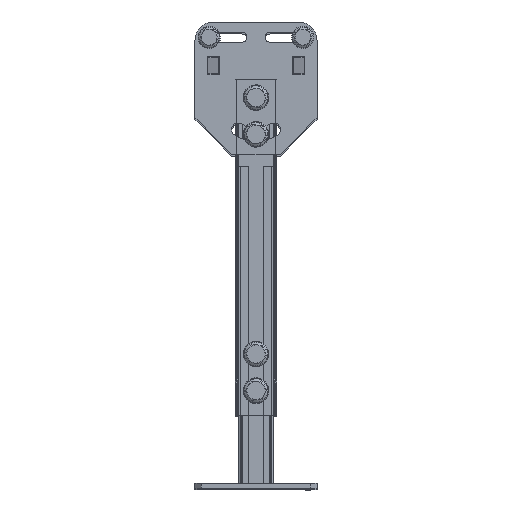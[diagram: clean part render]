
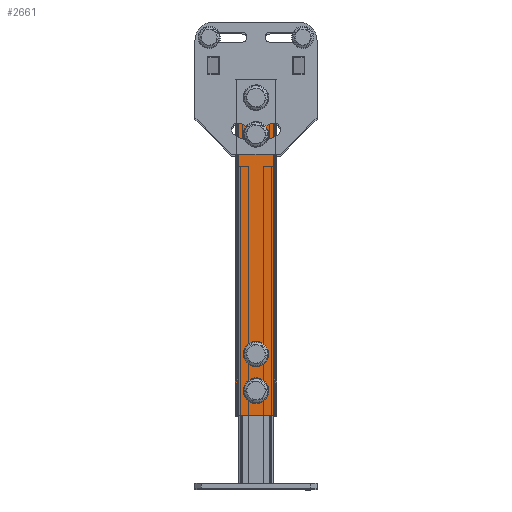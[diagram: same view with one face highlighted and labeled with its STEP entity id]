
A CAD part, top view. The second image highlights one B-rep face of the part: STEP entity #2661.
In plain terms, the highlighted face is planar.
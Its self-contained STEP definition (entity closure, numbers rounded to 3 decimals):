
#15 = CARTESIAN_POINT ( 'NONE',  ( -17., 230., 0. ) ) ;
#55 = CARTESIAN_POINT ( 'NONE',  ( -17., 50., -5.1 ) ) ;
#298 = ORIENTED_EDGE ( 'NONE', *, *, #8928, .F. ) ;
#367 = DIRECTION ( 'NONE',  ( -1., 0., 0. ) ) ;
#383 = CARTESIAN_POINT ( 'NONE',  ( -17., 275., 17. ) ) ;
#426 = EDGE_LOOP ( 'NONE', ( #3734, #298 ) ) ;
#471 = EDGE_CURVE ( 'NONE', #7030, #3396, #1833, .T. ) ;
#489 = LINE ( 'NONE', #8906, #9067 ) ;
#794 = EDGE_CURVE ( 'NONE', #7426, #5516, #5271, .T. ) ;
#798 = AXIS2_PLACEMENT_3D ( 'NONE', #2484, #8313, #9149 ) ;
#968 = DIRECTION ( 'NONE',  ( 0., -1., 0. ) ) ;
#1101 = AXIS2_PLACEMENT_3D ( 'NONE', #7729, #2578, #8408 ) ;
#1197 = CIRCLE ( 'NONE', #4647, 5.1 ) ;
#1329 = CIRCLE ( 'NONE', #7420, 5.1 ) ;
#1417 = EDGE_CURVE ( 'NONE', #5288, #5851, #5372, .T. ) ;
#1436 = ORIENTED_EDGE ( 'NONE', *, *, #3245, .F. ) ;
#1453 = VERTEX_POINT ( 'NONE', #7857 ) ;
#1482 = EDGE_CURVE ( 'NONE', #1980, #5516, #8755, .T. ) ;
#1507 = DIRECTION ( 'NONE',  ( 0., 0., 1. ) ) ;
#1615 = DIRECTION ( 'NONE',  ( 0., 0., 1. ) ) ;
#1665 = FACE_BOUND ( 'NONE', #4303, .T. ) ;
#1833 = CIRCLE ( 'NONE', #3212, 5.1 ) ;
#1980 = VERTEX_POINT ( 'NONE', #6302 ) ;
#2062 = VERTEX_POINT ( 'NONE', #7291 ) ;
#2110 = CARTESIAN_POINT ( 'NONE',  ( -17., 230., 0. ) ) ;
#2259 = VECTOR ( 'NONE', #9573, 1000. ) ;
#2333 = CARTESIAN_POINT ( 'NONE',  ( -17., 230., -5.1 ) ) ;
#2337 = DIRECTION ( 'NONE',  ( -1., 0., 0. ) ) ;
#2350 = CARTESIAN_POINT ( 'NONE',  ( -17., 230., 5.1 ) ) ;
#2356 = DIRECTION ( 'NONE',  ( 0., 0., 1. ) ) ;
#2450 = ORIENTED_EDGE ( 'NONE', *, *, #10738, .F. ) ;
#2484 = CARTESIAN_POINT ( 'NONE',  ( -17., 275., 17. ) ) ;
#2569 = AXIS2_PLACEMENT_3D ( 'NONE', #7007, #367, #10322 ) ;
#2578 = DIRECTION ( 'NONE',  ( -1., 0., 0. ) ) ;
#2661 = ADVANCED_FACE ( 'NONE', ( #9201, #1665, #8166, #8543, #10247 ), #6634, .F. ) ;
#2680 = CIRCLE ( 'NONE', #1101, 5.1 ) ;
#2727 = CARTESIAN_POINT ( 'NONE',  ( -17., 275., -16. ) ) ;
#2884 = EDGE_CURVE ( 'NONE', #7426, #1453, #9065, .T. ) ;
#2997 = CARTESIAN_POINT ( 'NONE',  ( -17., 260., 0. ) ) ;
#3114 = ORIENTED_EDGE ( 'NONE', *, *, #794, .F. ) ;
#3212 = AXIS2_PLACEMENT_3D ( 'NONE', #15, #9096, #1615 ) ;
#3226 = DIRECTION ( 'NONE',  ( -1., 0., 0. ) ) ;
#3245 = EDGE_CURVE ( 'NONE', #2062, #5592, #8922, .T. ) ;
#3396 = VERTEX_POINT ( 'NONE', #2333 ) ;
#3560 = CARTESIAN_POINT ( 'NONE',  ( -17., 50., 5.1 ) ) ;
#3734 = ORIENTED_EDGE ( 'NONE', *, *, #471, .F. ) ;
#3885 = DIRECTION ( 'NONE',  ( -1., 0., 0. ) ) ;
#4031 = CARTESIAN_POINT ( 'NONE',  ( -17., 275., 16. ) ) ;
#4303 = EDGE_LOOP ( 'NONE', ( #6452, #5059 ) ) ;
#4389 = VECTOR ( 'NONE', #968, 1000. ) ;
#4596 = CIRCLE ( 'NONE', #5773, 5.1 ) ;
#4647 = AXIS2_PLACEMENT_3D ( 'NONE', #2997, #3885, #9623 ) ;
#4697 = CARTESIAN_POINT ( 'NONE',  ( -17., 275., -16. ) ) ;
#4905 = CARTESIAN_POINT ( 'NONE',  ( -17., 275., 16. ) ) ;
#5059 = ORIENTED_EDGE ( 'NONE', *, *, #8652, .F. ) ;
#5174 = AXIS2_PLACEMENT_3D ( 'NONE', #8170, #3226, #1507 ) ;
#5271 = LINE ( 'NONE', #383, #2259 ) ;
#5288 = VERTEX_POINT ( 'NONE', #7104 ) ;
#5372 = CIRCLE ( 'NONE', #2569, 5.1 ) ;
#5516 = VERTEX_POINT ( 'NONE', #4905 ) ;
#5592 = VERTEX_POINT ( 'NONE', #6843 ) ;
#5772 = EDGE_LOOP ( 'NONE', ( #1436, #10003 ) ) ;
#5773 = AXIS2_PLACEMENT_3D ( 'NONE', #6667, #2337, #8172 ) ;
#5815 = EDGE_LOOP ( 'NONE', ( #6279, #2450 ) ) ;
#5836 = AXIS2_PLACEMENT_3D ( 'NONE', #10349, #10419, #7878 ) ;
#5851 = VERTEX_POINT ( 'NONE', #8020 ) ;
#5957 = EDGE_CURVE ( 'NONE', #1453, #1980, #489, .T. ) ;
#6103 = ORIENTED_EDGE ( 'NONE', *, *, #1482, .T. ) ;
#6279 = ORIENTED_EDGE ( 'NONE', *, *, #7839, .F. ) ;
#6302 = CARTESIAN_POINT ( 'NONE',  ( -17., 0., 16. ) ) ;
#6452 = ORIENTED_EDGE ( 'NONE', *, *, #1417, .F. ) ;
#6634 = PLANE ( 'NONE',  #798 ) ;
#6667 = CARTESIAN_POINT ( 'NONE',  ( -17., 20., 0. ) ) ;
#6843 = CARTESIAN_POINT ( 'NONE',  ( -17., 260., -5.1 ) ) ;
#7007 = CARTESIAN_POINT ( 'NONE',  ( -17., 20., 0. ) ) ;
#7030 = VERTEX_POINT ( 'NONE', #2350 ) ;
#7104 = CARTESIAN_POINT ( 'NONE',  ( -17., 20., 5.1 ) ) ;
#7291 = CARTESIAN_POINT ( 'NONE',  ( -17., 260., 5.1 ) ) ;
#7331 = DIRECTION ( 'NONE',  ( 0., 1., 0. ) ) ;
#7372 = EDGE_LOOP ( 'NONE', ( #10267, #6103, #3114, #8723 ) ) ;
#7420 = AXIS2_PLACEMENT_3D ( 'NONE', #2110, #9694, #7951 ) ;
#7426 = VERTEX_POINT ( 'NONE', #4697 ) ;
#7729 = CARTESIAN_POINT ( 'NONE',  ( -17., 50., 0. ) ) ;
#7839 = EDGE_CURVE ( 'NONE', #10253, #10684, #8116, .T. ) ;
#7857 = CARTESIAN_POINT ( 'NONE',  ( -17., 0., -16. ) ) ;
#7878 = DIRECTION ( 'NONE',  ( 0., 0., 1. ) ) ;
#7951 = DIRECTION ( 'NONE',  ( 0., 0., 1. ) ) ;
#8020 = CARTESIAN_POINT ( 'NONE',  ( -17., 20., -5.1 ) ) ;
#8116 = CIRCLE ( 'NONE', #5836, 5.1 ) ;
#8166 = FACE_BOUND ( 'NONE', #5772, .T. ) ;
#8170 = CARTESIAN_POINT ( 'NONE',  ( -17., 260., 0. ) ) ;
#8172 = DIRECTION ( 'NONE',  ( 0., 0., 1. ) ) ;
#8313 = DIRECTION ( 'NONE',  ( 1., 0., 0. ) ) ;
#8408 = DIRECTION ( 'NONE',  ( 0., 0., 1. ) ) ;
#8543 = FACE_BOUND ( 'NONE', #426, .T. ) ;
#8652 = EDGE_CURVE ( 'NONE', #5851, #5288, #4596, .T. ) ;
#8723 = ORIENTED_EDGE ( 'NONE', *, *, #2884, .T. ) ;
#8755 = LINE ( 'NONE', #4031, #9552 ) ;
#8868 = EDGE_CURVE ( 'NONE', #5592, #2062, #1197, .T. ) ;
#8906 = CARTESIAN_POINT ( 'NONE',  ( -17., 0., 17. ) ) ;
#8922 = CIRCLE ( 'NONE', #5174, 5.1 ) ;
#8928 = EDGE_CURVE ( 'NONE', #3396, #7030, #1329, .T. ) ;
#9065 = LINE ( 'NONE', #2727, #4389 ) ;
#9067 = VECTOR ( 'NONE', #2356, 1000. ) ;
#9096 = DIRECTION ( 'NONE',  ( -1., 0., 0. ) ) ;
#9149 = DIRECTION ( 'NONE',  ( 0., 0., -1. ) ) ;
#9201 = FACE_BOUND ( 'NONE', #5815, .T. ) ;
#9552 = VECTOR ( 'NONE', #7331, 1000. ) ;
#9573 = DIRECTION ( 'NONE',  ( 0., 0., 1. ) ) ;
#9623 = DIRECTION ( 'NONE',  ( 0., 0., 1. ) ) ;
#9694 = DIRECTION ( 'NONE',  ( -1., 0., 0. ) ) ;
#10003 = ORIENTED_EDGE ( 'NONE', *, *, #8868, .F. ) ;
#10247 = FACE_OUTER_BOUND ( 'NONE', #7372, .T. ) ;
#10253 = VERTEX_POINT ( 'NONE', #3560 ) ;
#10267 = ORIENTED_EDGE ( 'NONE', *, *, #5957, .T. ) ;
#10322 = DIRECTION ( 'NONE',  ( 0., 0., 1. ) ) ;
#10349 = CARTESIAN_POINT ( 'NONE',  ( -17., 50., 0. ) ) ;
#10419 = DIRECTION ( 'NONE',  ( -1., 0., 0. ) ) ;
#10684 = VERTEX_POINT ( 'NONE', #55 ) ;
#10738 = EDGE_CURVE ( 'NONE', #10684, #10253, #2680, .T. ) ;
